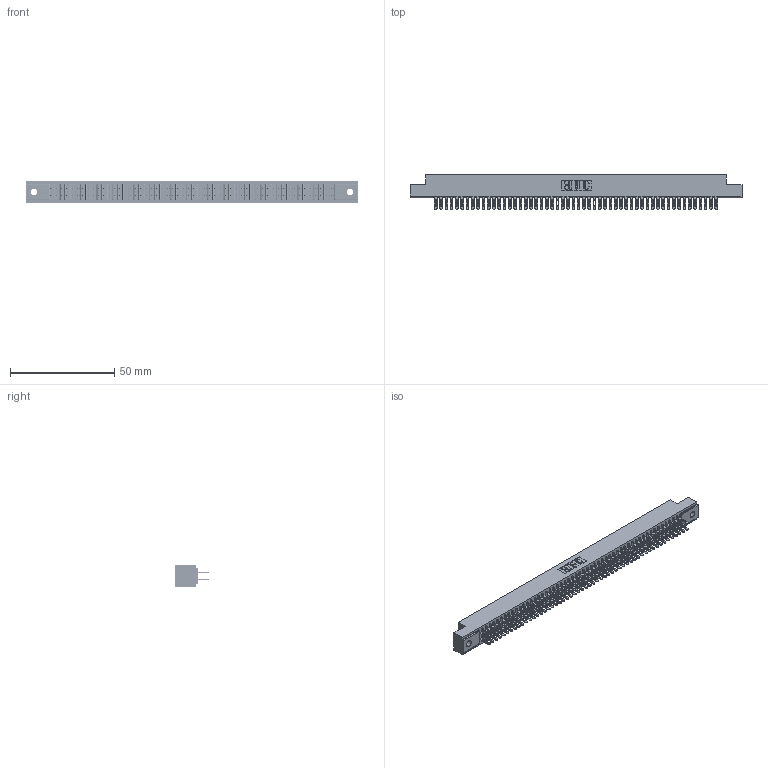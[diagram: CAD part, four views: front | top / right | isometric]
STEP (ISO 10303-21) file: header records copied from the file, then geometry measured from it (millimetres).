
FILE_DESCRIPTION (( 'STEP AP203' ), '1' );
FILE_NAME ('341-108-500-202.STEP', '2018-08-08T12:09:21', ( '' ), ( '' ), 'SwSTEP 2.0', 'SolidWorks 2016', '' );
FILE_SCHEMA (( 'CONFIG_CONTROL_DESIGN' ));
Products named in the file (3): 341 Part_.128 (3.25) Dia Mounting Holes; 341-292-001_341-292-100; 341-108-500-202
Assembly tree (109 placements, depth 2):
  341-108-500-202
    341 Part_.128 (3.25) Dia Mounting Holes
    341-292-001_341-292-100  x108
Bounding box: 159.38 x 16.69 x 10.16 mm (x, y, z)
Volume: 11879.7 mm3; surface area: 22116.5 mm2
Topology: 109 solids, 109 shells, 7244 faces, 20998 edges, 13598 vertices
Faces by surface type: plane 4172, cylinder 2856, sphere 110, torus 106
Entity records: 63763 total; most frequent: CARTESIAN_POINT 10598, ORIENTED_EDGE 10532, DIRECTION 10280, EDGE_CURVE 5266, VECTOR 4264, LINE 4264, VERTEX_POINT 3326, AXIS2_PLACEMENT_3D 3008
